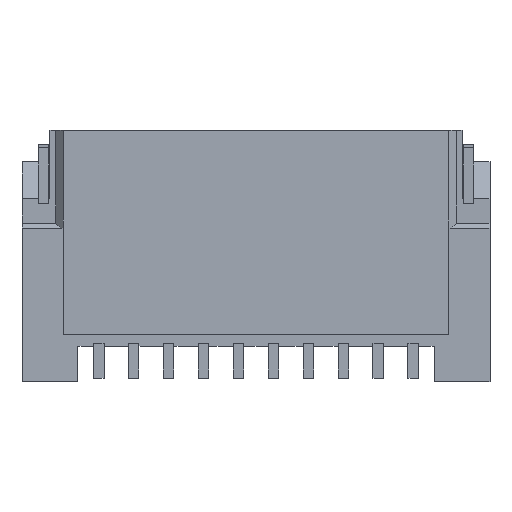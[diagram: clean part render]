
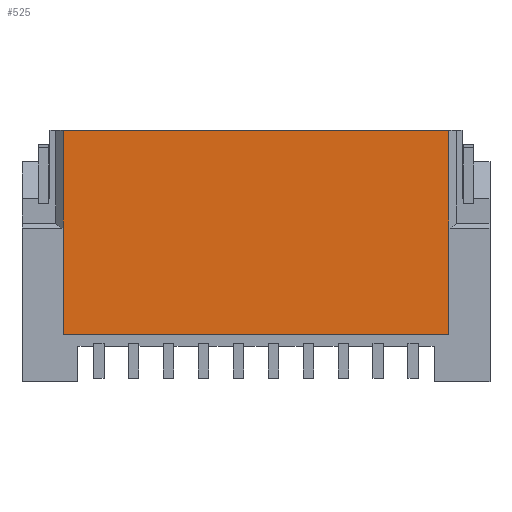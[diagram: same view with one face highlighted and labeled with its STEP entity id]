
A CAD part, front view. The second image highlights one B-rep face of the part: STEP entity #525.
In plain terms, the highlighted planar face has unit normal (0, -1, 0).
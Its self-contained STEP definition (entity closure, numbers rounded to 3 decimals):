
#525=ADVANCED_FACE('',(#1518),#1519,.T.);
#1518=FACE_OUTER_BOUND('',#2553,.T.);
#1519=PLANE('',#2554);
#2553=EDGE_LOOP('',(#6382,#6383,#6384,#6385,#6386,#6387));
#2554=AXIS2_PLACEMENT_3D('',#6388,#6389,#6390);
#6382=ORIENTED_EDGE('',*,*,#8045,.F.);
#6383=ORIENTED_EDGE('',*,*,#7513,.F.);
#6384=ORIENTED_EDGE('',*,*,#8044,.T.);
#6385=ORIENTED_EDGE('',*,*,#8046,.F.);
#6386=ORIENTED_EDGE('',*,*,#8047,.F.);
#6387=ORIENTED_EDGE('',*,*,#8048,.T.);
#6388=CARTESIAN_POINT('',(-3.35,0.0,0.0));
#6389=DIRECTION('',(0.0,-1.0,0.0));
#6390=DIRECTION('',(0.0,0.0,-1.0));
#7513=EDGE_CURVE('',#9423,#9425,#9426,.T.);
#8044=EDGE_CURVE('',#9423,#10248,#10250,.T.);
#8045=EDGE_CURVE('',#9425,#10251,#10252,.T.);
#8046=EDGE_CURVE('',#10253,#10248,#10254,.T.);
#8047=EDGE_CURVE('',#10255,#10253,#10256,.T.);
#8048=EDGE_CURVE('',#10255,#10251,#10257,.T.);
#9423=VERTEX_POINT('',#12275);
#9425=VERTEX_POINT('',#12278);
#9426=LINE('',#12279,#12280);
#10248=VERTEX_POINT('',#13583);
#10250=LINE('',#13586,#13587);
#10251=VERTEX_POINT('',#13588);
#10252=LINE('',#13589,#13590);
#10253=VERTEX_POINT('',#13591);
#10254=LINE('',#13592,#13593);
#10255=VERTEX_POINT('',#13594);
#10256=LINE('',#13595,#13596);
#10257=LINE('',#13597,#13598);
#12275=CARTESIAN_POINT('',(-2.76,0.0,0.0));
#12278=CARTESIAN_POINT('',(2.76,0.0,0.0));
#12279=CARTESIAN_POINT('',(-2.76,0.0,0.0));
#12280=VECTOR('',#14475,5.52);
#13583=CARTESIAN_POINT('',(-2.76,0.0,-1.4));
#13586=CARTESIAN_POINT('',(-2.76,0.0,0.0));
#13587=VECTOR('',#15102,1.4);
#13588=CARTESIAN_POINT('',(2.76,0.0,-1.4));
#13589=CARTESIAN_POINT('',(2.76,0.0,0.0));
#13590=VECTOR('',#15103,1.4);
#13591=CARTESIAN_POINT('',(-2.76,0.0,-2.92));
#13592=CARTESIAN_POINT('',(-2.76,0.0,-2.92));
#13593=VECTOR('',#15104,1.52);
#13594=CARTESIAN_POINT('',(2.76,0.0,-2.92));
#13595=CARTESIAN_POINT('',(2.76,0.0,-2.92));
#13596=VECTOR('',#15105,5.52);
#13597=CARTESIAN_POINT('',(2.76,0.0,-2.92));
#13598=VECTOR('',#15106,1.52);
#14475=DIRECTION('',(1.0,0.0,0.0));
#15102=DIRECTION('',(0.0,0.0,-1.0));
#15103=DIRECTION('',(0.0,0.0,-1.0));
#15104=DIRECTION('',(0.0,0.0,1.0));
#15105=DIRECTION('',(-1.0,0.0,0.0));
#15106=DIRECTION('',(0.0,0.0,1.0));
